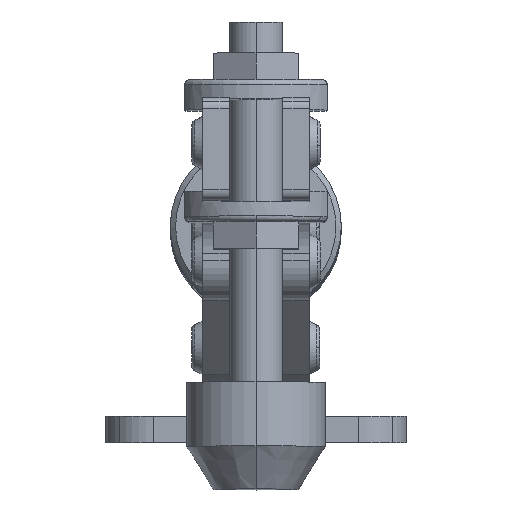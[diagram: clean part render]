
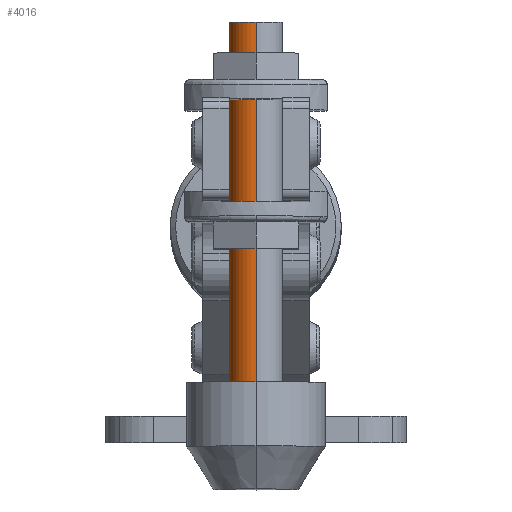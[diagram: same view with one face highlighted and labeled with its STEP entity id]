
A CAD part, left-side view. The second image highlights one B-rep face of the part: STEP entity #4016.
In plain terms, the highlighted cylindrical face has radius 2.5 mm (diameter 5 mm), a partial arc.
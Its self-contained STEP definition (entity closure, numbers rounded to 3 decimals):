
#2503 = DIRECTION ( 'NONE',  ( -1., 0., 0.012 ) ) ;
#2510 = VECTOR ( 'NONE', #6992, 1000. ) ;
#2794 = EDGE_CURVE ( 'NONE', #3022, #11056, #14788, .T. ) ;
#3022 = VERTEX_POINT ( 'NONE', #7409 ) ;
#3678 = EDGE_CURVE ( 'NONE', #7353, #15190, #7597, .T. ) ;
#3795 = DIRECTION ( 'NONE',  ( 0.012, 0., 1. ) ) ;
#4016 = ADVANCED_FACE ( 'NONE', ( #11441 ), #6894, .T. ) ;
#4046 = AXIS2_PLACEMENT_3D ( 'NONE', #13200, #5664, #2503 ) ;
#5418 = CARTESIAN_POINT ( 'NONE',  ( 314.962, 180.481, 1.638 ) ) ;
#5664 = DIRECTION ( 'NONE',  ( 0.012, 0., 1. ) ) ;
#6674 = EDGE_CURVE ( 'NONE', #7353, #3022, #18810, .T. ) ;
#6894 = CYLINDRICAL_SURFACE ( 'NONE', #10468, 2.5 ) ;
#6992 = DIRECTION ( 'NONE',  ( -0.012, 0., -1. ) ) ;
#7353 = VERTEX_POINT ( 'NONE', #10156 ) ;
#7409 = CARTESIAN_POINT ( 'NONE',  ( 317.462, 180.481, 1.607 ) ) ;
#7499 = ORIENTED_EDGE ( 'NONE', *, *, #16177, .F. ) ;
#7597 = CIRCLE ( 'NONE', #4046, 2.5 ) ;
#7632 = LINE ( 'NONE', #18364, #9294 ) ;
#7794 = ORIENTED_EDGE ( 'NONE', *, *, #2794, .T. ) ;
#9294 = VECTOR ( 'NONE', #19856, 1000. ) ;
#9857 = ORIENTED_EDGE ( 'NONE', *, *, #6674, .T. ) ;
#10136 = CARTESIAN_POINT ( 'NONE',  ( 317.68, 180.481, 19.105 ) ) ;
#10156 = CARTESIAN_POINT ( 'NONE',  ( 317.898, 180.481, 36.604 ) ) ;
#10468 = AXIS2_PLACEMENT_3D ( 'NONE', #14890, #16433, #16565 ) ;
#10487 = EDGE_LOOP ( 'NONE', ( #14945, #9857, #7794, #7499 ) ) ;
#11056 = VERTEX_POINT ( 'NONE', #13041 ) ;
#11441 = FACE_OUTER_BOUND ( 'NONE', #10487, .T. ) ;
#11492 = DIRECTION ( 'NONE',  ( -1., 0., 0.012 ) ) ;
#11648 = CARTESIAN_POINT ( 'NONE',  ( 312.898, 180.481, 36.666 ) ) ;
#12616 = AXIS2_PLACEMENT_3D ( 'NONE', #5418, #3795, #11492 ) ;
#13041 = CARTESIAN_POINT ( 'NONE',  ( 312.463, 180.481, 1.669 ) ) ;
#13200 = CARTESIAN_POINT ( 'NONE',  ( 315.398, 180.481, 36.635 ) ) ;
#14788 = CIRCLE ( 'NONE', #12616, 2.5 ) ;
#14890 = CARTESIAN_POINT ( 'NONE',  ( 315.18, 180.481, 19.136 ) ) ;
#14945 = ORIENTED_EDGE ( 'NONE', *, *, #3678, .F. ) ;
#15190 = VERTEX_POINT ( 'NONE', #11648 ) ;
#16177 = EDGE_CURVE ( 'NONE', #15190, #11056, #7632, .T. ) ;
#16433 = DIRECTION ( 'NONE',  ( -0.012, 0., -1. ) ) ;
#16565 = DIRECTION ( 'NONE',  ( -1., 0., 0.012 ) ) ;
#18364 = CARTESIAN_POINT ( 'NONE',  ( 312.68, 180.481, 19.168 ) ) ;
#18810 = LINE ( 'NONE', #10136, #2510 ) ;
#19856 = DIRECTION ( 'NONE',  ( -0.012, 0., -1. ) ) ;
